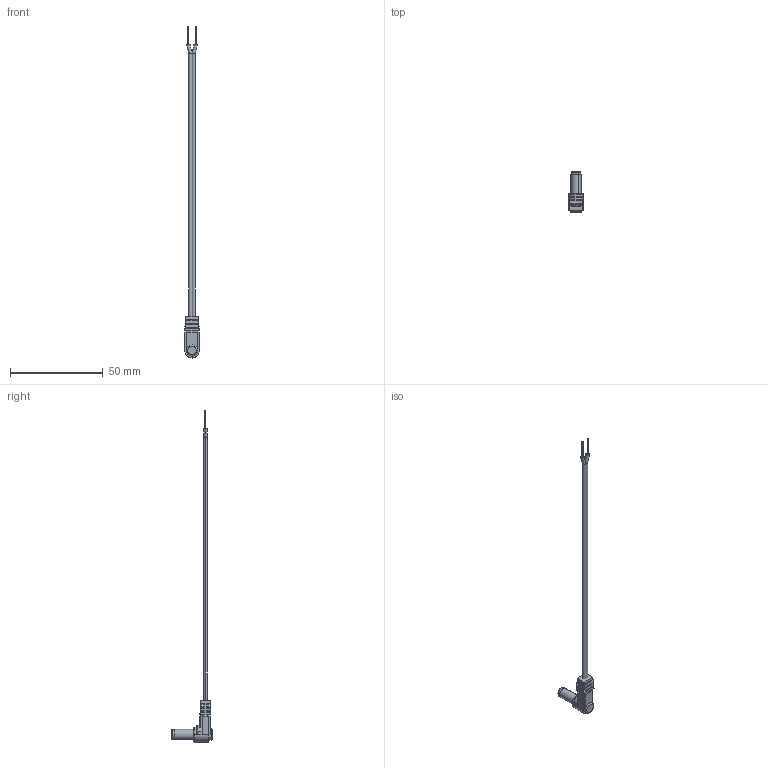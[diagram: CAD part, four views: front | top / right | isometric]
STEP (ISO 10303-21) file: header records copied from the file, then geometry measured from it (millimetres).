
FILE_DESCRIPTION (( 'STEP AP203' ), '1' );
FILE_NAME ('053-0188R (CA-2189)_revA5.STEP', '2016-08-02T23:03:42', ( '' ), ( '' ), 'SwSTEP 2.0', 'SolidWorks 2015', '' );
FILE_SCHEMA (( 'CONFIG_CONTROL_DESIGN' ));
Length unit declared in the file: millimetre
Products named in the file (7): 50-00383 insulator; 50-00383 shell; 50-00383 conductors; 053-0188R (CA-2189)_revA5; 30-00003_stripped and tinned; 24-00046_default; 50-00383
Assembly tree (6 placements, depth 3):
  053-0188R (CA-2189)_revA5
    30-00003_stripped and tinned
    24-00046_default
    50-00383
      50-00383 conductors
      50-00383 insulator
      50-00383 shell
Bounding box: 8 x 22 x 179 mm (x, y, z)
Volume: 2244.8 mm3; surface area: 8021.6 mm2
Topology: 61 solids, 61 shells, 627 faces, 1417 edges, 930 vertices
Faces by surface type: plane 293, cylinder 267, bspline 40, torus 14, cone 13
Entity records: 20107 total; most frequent: CARTESIAN_POINT 5287, DIRECTION 2966, ORIENTED_EDGE 2830, EDGE_CURVE 1415, AXIS2_PLACEMENT_3D 1115, VERTEX_POINT 930, VECTOR 736, LINE 736
